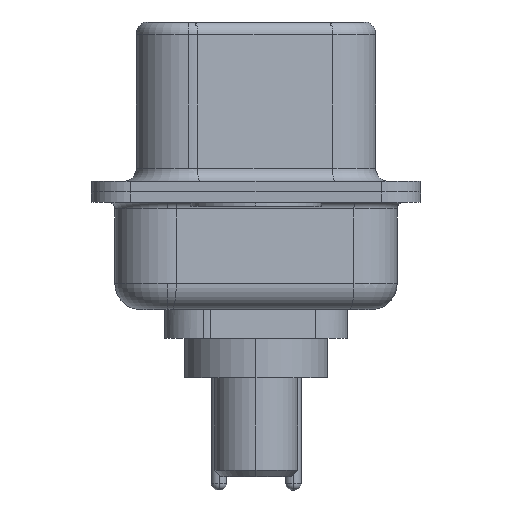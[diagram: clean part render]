
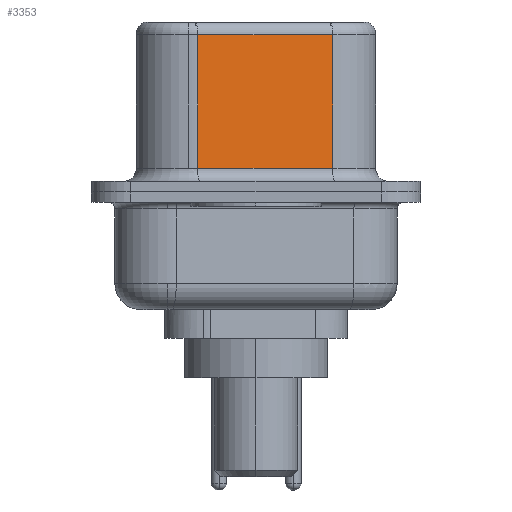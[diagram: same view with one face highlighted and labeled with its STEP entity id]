
A CAD part, left-side view. The second image highlights one B-rep face of the part: STEP entity #3353.
In plain terms, the highlighted planar face has unit normal (-0.985, -0.174, 0).
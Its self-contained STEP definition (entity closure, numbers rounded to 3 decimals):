
#596 = CARTESIAN_POINT ( 'NONE',  ( 3.67, 2.233, 6.02 ) ) ;
#3309 = CARTESIAN_POINT ( 'NONE',  ( 3.67, 2.233, 6.52 ) ) ;
#3353 = ADVANCED_FACE ( 'NONE', ( #19759 ), #17494, .F. ) ;
#3387 = EDGE_LOOP ( 'NONE', ( #10705, #6271, #10805, #8873 ) ) ;
#3854 = LINE ( 'NONE', #7363, #7603 ) ;
#4573 = AXIS2_PLACEMENT_3D ( 'NONE', #15873, #9466, #20750 ) ;
#4706 = VECTOR ( 'NONE', #6494, 1000. ) ;
#5755 = DIRECTION ( 'NONE',  ( -0.174, 0.985, 0. ) ) ;
#6271 = ORIENTED_EDGE ( 'NONE', *, *, #13224, .T. ) ;
#6465 = VERTEX_POINT ( 'NONE', #20199 ) ;
#6494 = DIRECTION ( 'NONE',  ( 0., 0., -1. ) ) ;
#7331 = VERTEX_POINT ( 'NONE', #9082 ) ;
#7363 = CARTESIAN_POINT ( 'NONE',  ( 4.58, -2.927, 6.02 ) ) ;
#7603 = VECTOR ( 'NONE', #5755, 1000. ) ;
#8873 = ORIENTED_EDGE ( 'NONE', *, *, #20220, .T. ) ;
#9082 = CARTESIAN_POINT ( 'NONE',  ( 4.58, -2.927, 0.9 ) ) ;
#9466 = DIRECTION ( 'NONE',  ( 0.985, 0.174, 0. ) ) ;
#9776 = VECTOR ( 'NONE', #15916, 1000. ) ;
#10248 = EDGE_CURVE ( 'NONE', #19741, #6465, #13212, .T. ) ;
#10423 = VECTOR ( 'NONE', #10432, 1000. ) ;
#10432 = DIRECTION ( 'NONE',  ( 0.174, -0.985, 0. ) ) ;
#10705 = ORIENTED_EDGE ( 'NONE', *, *, #17495, .F. ) ;
#10805 = ORIENTED_EDGE ( 'NONE', *, *, #10248, .T. ) ;
#10944 = LINE ( 'NONE', #15217, #10423 ) ;
#11135 = CARTESIAN_POINT ( 'NONE',  ( 4.58, -2.927, 6.52 ) ) ;
#13212 = LINE ( 'NONE', #3309, #4706 ) ;
#13224 = EDGE_CURVE ( 'NONE', #17303, #19741, #3854, .T. ) ;
#13582 = CARTESIAN_POINT ( 'NONE',  ( 4.58, -2.927, 6.02 ) ) ;
#14054 = LINE ( 'NONE', #11135, #9776 ) ;
#15217 = CARTESIAN_POINT ( 'NONE',  ( 4.58, -2.927, 0.9 ) ) ;
#15873 = CARTESIAN_POINT ( 'NONE',  ( 4.58, -2.927, 6.52 ) ) ;
#15916 = DIRECTION ( 'NONE',  ( 0., 0., -1. ) ) ;
#17303 = VERTEX_POINT ( 'NONE', #13582 ) ;
#17494 = PLANE ( 'NONE',  #4573 ) ;
#17495 = EDGE_CURVE ( 'NONE', #17303, #7331, #14054, .T. ) ;
#19741 = VERTEX_POINT ( 'NONE', #596 ) ;
#19759 = FACE_OUTER_BOUND ( 'NONE', #3387, .T. ) ;
#20199 = CARTESIAN_POINT ( 'NONE',  ( 3.67, 2.233, 0.9 ) ) ;
#20220 = EDGE_CURVE ( 'NONE', #6465, #7331, #10944, .T. ) ;
#20750 = DIRECTION ( 'NONE',  ( -0.174, 0.985, 0. ) ) ;
